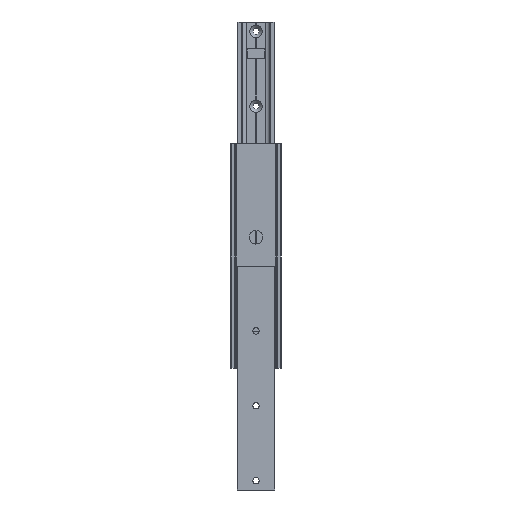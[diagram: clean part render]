
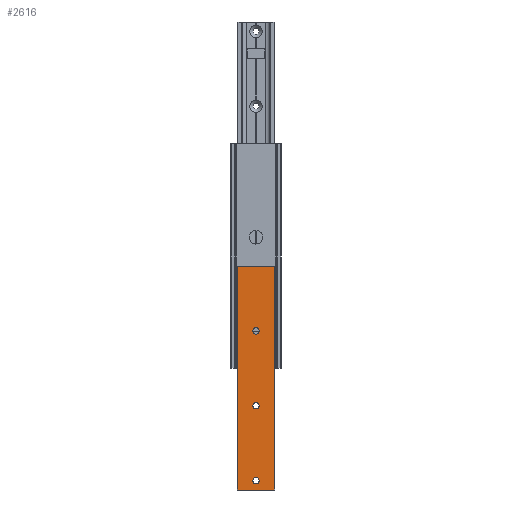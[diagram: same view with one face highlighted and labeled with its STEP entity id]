
A CAD part, left-side view. The second image highlights one B-rep face of the part: STEP entity #2616.
In plain terms, the highlighted face is planar.
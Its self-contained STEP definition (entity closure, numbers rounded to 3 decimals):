
#142 = ORIENTED_EDGE ( 'NONE', *, *, #663, .F. ) ;
#162 = ORIENTED_EDGE ( 'NONE', *, *, #688, .F. ) ;
#170 = EDGE_LOOP ( 'NONE', ( #1088 ) ) ;
#188 = ORIENTED_EDGE ( 'NONE', *, *, #687, .T. ) ;
#206 = EDGE_LOOP ( 'NONE', ( #142, #188, #285, #440 ) ) ;
#228 = EDGE_LOOP ( 'NONE', ( #305 ) ) ;
#263 = EDGE_LOOP ( 'NONE', ( #162 ) ) ;
#285 = ORIENTED_EDGE ( 'NONE', *, *, #694, .T. ) ;
#305 = ORIENTED_EDGE ( 'NONE', *, *, #692, .F. ) ;
#440 = ORIENTED_EDGE ( 'NONE', *, *, #2830, .F. ) ;
#563 = AXIS2_PLACEMENT_3D ( 'NONE', #1883, #1888, #1889 ) ;
#663 = EDGE_CURVE ( 'NONE', #995, #2920, #1113, .T. ) ;
#687 = EDGE_CURVE ( 'NONE', #995, #2973, #1159, .T. ) ;
#688 = EDGE_CURVE ( 'NONE', #2496, #2496, #1162, .T. ) ;
#690 = EDGE_CURVE ( 'NONE', #2495, #2495, #1166, .T. ) ;
#692 = EDGE_CURVE ( 'NONE', #2498, #2498, #1168, .T. ) ;
#694 = EDGE_CURVE ( 'NONE', #2973, #987, #1169, .T. ) ;
#877 = AXIS2_PLACEMENT_3D ( 'NONE', #3330, #3301, #3302 ) ;
#880 = AXIS2_PLACEMENT_3D ( 'NONE', #3332, #3331, #3329 ) ;
#882 = AXIS2_PLACEMENT_3D ( 'NONE', #3333, #3291, #3292 ) ;
#987 = VERTEX_POINT ( 'NONE', #1672 ) ;
#995 = VERTEX_POINT ( 'NONE', #1680 ) ;
#1088 = ORIENTED_EDGE ( 'NONE', *, *, #690, .F. ) ;
#1113 = LINE ( 'NONE', #3102, #1122 ) ;
#1122 = VECTOR ( 'NONE', #3112, 1000. ) ;
#1156 = VECTOR ( 'NONE', #3283, 1000. ) ;
#1159 = LINE ( 'NONE', #3344, #1160 ) ;
#1160 = VECTOR ( 'NONE', #3339, 1000. ) ;
#1162 = CIRCLE ( 'NONE', #880, 4.25 ) ;
#1166 = CIRCLE ( 'NONE', #882, 4.25 ) ;
#1168 = CIRCLE ( 'NONE', #877, 4.25 ) ;
#1169 = LINE ( 'NONE', #3287, #1156 ) ;
#1515 = FACE_BOUND ( 'NONE', #228, .T. ) ;
#1519 = FACE_BOUND ( 'NONE', #263, .T. ) ;
#1521 = FACE_BOUND ( 'NONE', #170, .T. ) ;
#1523 = FACE_OUTER_BOUND ( 'NONE', #206, .T. ) ;
#1672 = CARTESIAN_POINT ( 'NONE',  ( 0., 24.5, 0. ) ) ;
#1680 = CARTESIAN_POINT ( 'NONE',  ( 0., -24.5, 298. ) ) ;
#1880 = PLANE ( 'NONE',  #563 ) ;
#1883 = CARTESIAN_POINT ( 'NONE',  ( 0., -24.5, 348.894 ) ) ;
#1888 = DIRECTION ( 'NONE',  ( -1., 0., 0. ) ) ;
#1889 = DIRECTION ( 'NONE',  ( 0., 0., 1. ) ) ;
#2143 = CARTESIAN_POINT ( 'NONE',  ( 0., 24.5, 348.894 ) ) ;
#2144 = DIRECTION ( 'NONE',  ( 0., 0., -1. ) ) ;
#2271 = VECTOR ( 'NONE', #2144, 1000. ) ;
#2280 = LINE ( 'NONE', #2143, #2271 ) ;
#2419 = CARTESIAN_POINT ( 'NONE',  ( 0., 24.5, 298. ) ) ;
#2472 = CARTESIAN_POINT ( 'NONE',  ( 0., -24.5, 0. ) ) ;
#2493 = CARTESIAN_POINT ( 'NONE',  ( 0., 4.25, 12.5 ) ) ;
#2495 = VERTEX_POINT ( 'NONE', #2493 ) ;
#2496 = VERTEX_POINT ( 'NONE', #2497 ) ;
#2497 = CARTESIAN_POINT ( 'NONE',  ( 0., 4.25, 112.5 ) ) ;
#2498 = VERTEX_POINT ( 'NONE', #2499 ) ;
#2499 = CARTESIAN_POINT ( 'NONE',  ( 0., 4.25, 212.5 ) ) ;
#2616 = ADVANCED_FACE ( 'NONE', ( #1515, #1519, #1521, #1523 ), #1880, .F. ) ;
#2830 = EDGE_CURVE ( 'NONE', #2920, #987, #2280, .T. ) ;
#2920 = VERTEX_POINT ( 'NONE', #2419 ) ;
#2973 = VERTEX_POINT ( 'NONE', #2472 ) ;
#3102 = CARTESIAN_POINT ( 'NONE',  ( 0., -24.5, 298. ) ) ;
#3112 = DIRECTION ( 'NONE',  ( 0., 1., 0. ) ) ;
#3283 = DIRECTION ( 'NONE',  ( 0., 1., 0. ) ) ;
#3287 = CARTESIAN_POINT ( 'NONE',  ( 0., -24.5, 0. ) ) ;
#3291 = DIRECTION ( 'NONE',  ( 1., 0., 0. ) ) ;
#3292 = DIRECTION ( 'NONE',  ( 0., 1., 0. ) ) ;
#3301 = DIRECTION ( 'NONE',  ( 1., 0., 0. ) ) ;
#3302 = DIRECTION ( 'NONE',  ( 0., 1., 0. ) ) ;
#3329 = DIRECTION ( 'NONE',  ( 0., 1., 0. ) ) ;
#3330 = CARTESIAN_POINT ( 'NONE',  ( 0., 0., 212.5 ) ) ;
#3331 = DIRECTION ( 'NONE',  ( 1., 0., 0. ) ) ;
#3332 = CARTESIAN_POINT ( 'NONE',  ( 0., 0., 112.5 ) ) ;
#3333 = CARTESIAN_POINT ( 'NONE',  ( 0., 0., 12.5 ) ) ;
#3339 = DIRECTION ( 'NONE',  ( 0., 0., -1. ) ) ;
#3344 = CARTESIAN_POINT ( 'NONE',  ( 0., -24.5, 348.894 ) ) ;
